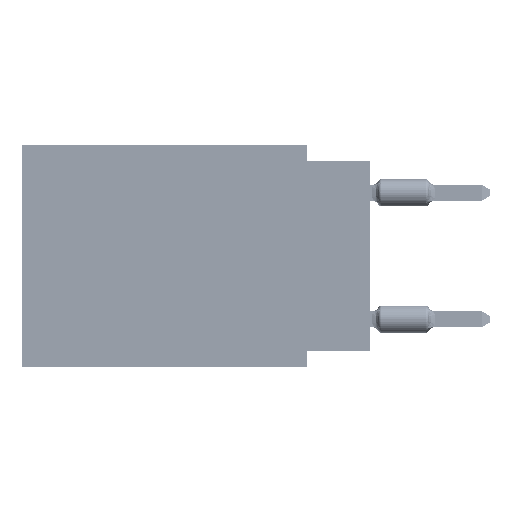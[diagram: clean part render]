
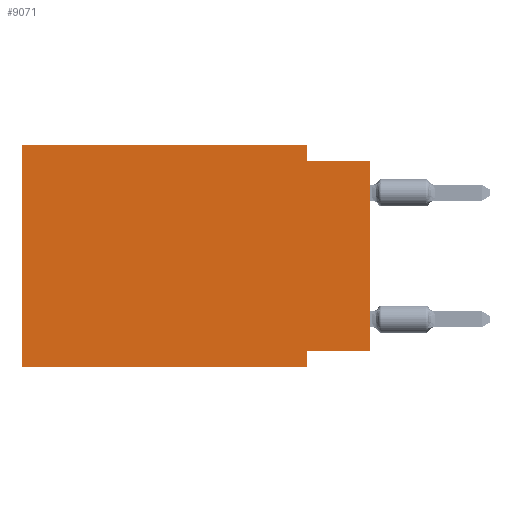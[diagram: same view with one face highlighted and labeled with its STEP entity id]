
A CAD part, left-side view. The second image highlights one B-rep face of the part: STEP entity #9071.
In plain terms, the highlighted planar face has unit normal (-1, 0, 0).
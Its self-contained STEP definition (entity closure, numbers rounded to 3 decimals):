
#630 = LINE ( 'NONE', #2175, #54008 ) ;
#927 = CARTESIAN_POINT ( 'NONE',  ( 0., 0., -0.635 ) ) ;
#2175 = CARTESIAN_POINT ( 'NONE',  ( 0., 2.54, -8.89 ) ) ;
#2958 = VECTOR ( 'NONE', #77140, 1000. ) ;
#5643 = DIRECTION ( 'NONE',  ( 0., -1., 0. ) ) ;
#6872 = CARTESIAN_POINT ( 'NONE',  ( 0., 13.97, 0. ) ) ;
#7020 = EDGE_CURVE ( 'NONE', #70039, #25094, #35705, .T. ) ;
#7634 = DIRECTION ( 'NONE',  ( 0., 0., -1. ) ) ;
#9071 = ADVANCED_FACE ( 'NONE', ( #22143 ), #45956, .F. ) ;
#10427 = DIRECTION ( 'NONE',  ( 1., 0., 0. ) ) ;
#10869 = DIRECTION ( 'NONE',  ( 0., 1., 0. ) ) ;
#11939 = CARTESIAN_POINT ( 'NONE',  ( 0., 0., 0. ) ) ;
#14037 = EDGE_CURVE ( 'NONE', #70953, #35324, #64336, .T. ) ;
#14401 = CARTESIAN_POINT ( 'NONE',  ( 0., 2.54, 0. ) ) ;
#14503 = VECTOR ( 'NONE', #30697, 1000. ) ;
#15063 = DIRECTION ( 'NONE',  ( 0., 0., -1. ) ) ;
#19734 = ORIENTED_EDGE ( 'NONE', *, *, #60655, .F. ) ;
#20880 = CARTESIAN_POINT ( 'NONE',  ( 0., 2.54, -8.255 ) ) ;
#22143 = FACE_OUTER_BOUND ( 'NONE', #75291, .T. ) ;
#25094 = VERTEX_POINT ( 'NONE', #73749 ) ;
#25305 = EDGE_CURVE ( 'NONE', #35834, #45821, #69466, .T. ) ;
#28091 = DIRECTION ( 'NONE',  ( 0., -1., 0. ) ) ;
#28106 = VERTEX_POINT ( 'NONE', #42084 ) ;
#28847 = CARTESIAN_POINT ( 'NONE',  ( 0., 13.97, -8.89 ) ) ;
#30028 = ORIENTED_EDGE ( 'NONE', *, *, #40838, .T. ) ;
#30697 = DIRECTION ( 'NONE',  ( 0., 0., 1. ) ) ;
#33320 = EDGE_CURVE ( 'NONE', #35834, #28106, #66988, .T. ) ;
#34242 = CARTESIAN_POINT ( 'NONE',  ( 0., 13.97, 0. ) ) ;
#34667 = EDGE_CURVE ( 'NONE', #72753, #70039, #63069, .T. ) ;
#35324 = VERTEX_POINT ( 'NONE', #20880 ) ;
#35464 = EDGE_CURVE ( 'NONE', #28106, #72753, #50142, .T. ) ;
#35705 = LINE ( 'NONE', #927, #68689 ) ;
#35834 = VERTEX_POINT ( 'NONE', #56673 ) ;
#36357 = CARTESIAN_POINT ( 'NONE',  ( 0., 0., -8.255 ) ) ;
#37733 = ORIENTED_EDGE ( 'NONE', *, *, #14037, .F. ) ;
#38498 = CARTESIAN_POINT ( 'NONE',  ( 0., 2.54, 0. ) ) ;
#38799 = ORIENTED_EDGE ( 'NONE', *, *, #34667, .F. ) ;
#40838 = EDGE_CURVE ( 'NONE', #70953, #25094, #47843, .T. ) ;
#42084 = CARTESIAN_POINT ( 'NONE',  ( 0., 13.97, 0. ) ) ;
#43199 = ORIENTED_EDGE ( 'NONE', *, *, #33320, .F. ) ;
#45821 = VERTEX_POINT ( 'NONE', #75608 ) ;
#45956 = PLANE ( 'NONE',  #63141 ) ;
#47843 = LINE ( 'NONE', #11939, #2958 ) ;
#48751 = VECTOR ( 'NONE', #15063, 1000. ) ;
#50142 = LINE ( 'NONE', #73956, #71222 ) ;
#50765 = CARTESIAN_POINT ( 'NONE',  ( 0., 2.54, -0.635 ) ) ;
#54008 = VECTOR ( 'NONE', #7634, 1000. ) ;
#54094 = ORIENTED_EDGE ( 'NONE', *, *, #7020, .F. ) ;
#56377 = DIRECTION ( 'NONE',  ( 0., -1., 0. ) ) ;
#56673 = CARTESIAN_POINT ( 'NONE',  ( 0., 13.97, -8.89 ) ) ;
#58856 = CARTESIAN_POINT ( 'NONE',  ( 0., 0., -8.255 ) ) ;
#60655 = EDGE_CURVE ( 'NONE', #35324, #45821, #630, .T. ) ;
#63069 = LINE ( 'NONE', #38498, #48751 ) ;
#63141 = AXIS2_PLACEMENT_3D ( 'NONE', #34242, #10427, #69763 ) ;
#64336 = LINE ( 'NONE', #58856, #73254 ) ;
#66988 = LINE ( 'NONE', #6872, #14503 ) ;
#68689 = VECTOR ( 'NONE', #5643, 1000. ) ;
#69466 = LINE ( 'NONE', #28847, #76921 ) ;
#69763 = DIRECTION ( 'NONE',  ( 0., 0., -1. ) ) ;
#70039 = VERTEX_POINT ( 'NONE', #50765 ) ;
#70953 = VERTEX_POINT ( 'NONE', #36357 ) ;
#71222 = VECTOR ( 'NONE', #56377, 1000. ) ;
#72753 = VERTEX_POINT ( 'NONE', #14401 ) ;
#73254 = VECTOR ( 'NONE', #10869, 1000. ) ;
#73749 = CARTESIAN_POINT ( 'NONE',  ( 0., 0., -0.635 ) ) ;
#73956 = CARTESIAN_POINT ( 'NONE',  ( 0., 13.97, 0. ) ) ;
#75100 = ORIENTED_EDGE ( 'NONE', *, *, #25305, .T. ) ;
#75291 = EDGE_LOOP ( 'NONE', ( #30028, #54094, #38799, #75863, #43199, #75100, #19734, #37733 ) ) ;
#75608 = CARTESIAN_POINT ( 'NONE',  ( 0., 2.54, -8.89 ) ) ;
#75863 = ORIENTED_EDGE ( 'NONE', *, *, #35464, .F. ) ;
#76921 = VECTOR ( 'NONE', #28091, 1000. ) ;
#77140 = DIRECTION ( 'NONE',  ( 0., 0., 1. ) ) ;
